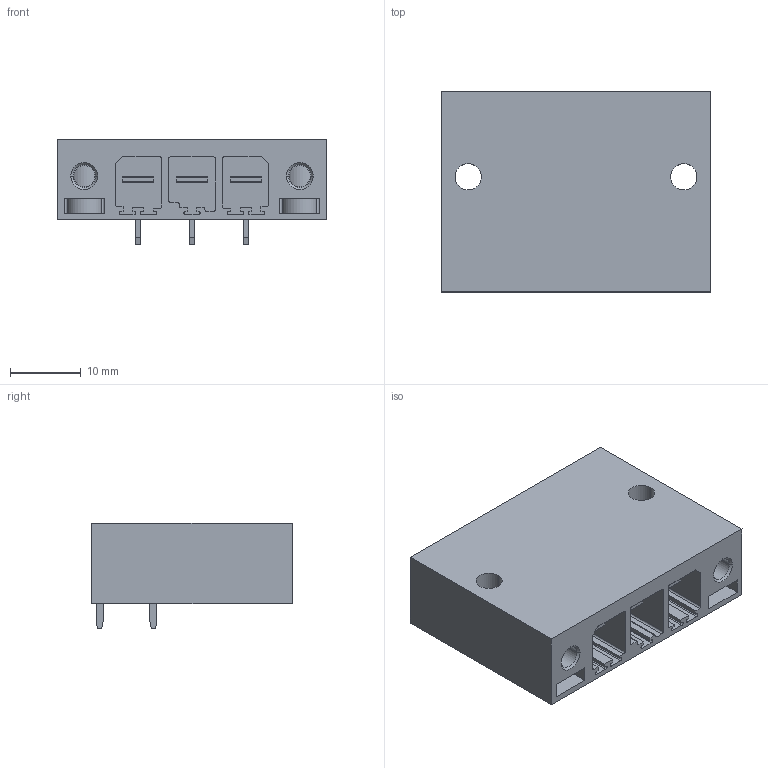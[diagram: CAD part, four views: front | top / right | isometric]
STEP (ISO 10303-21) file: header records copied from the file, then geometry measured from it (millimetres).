
FILE_DESCRIPTION(('CATIA V5 STEP Exchange','CAx-IF Rec.Pracs.--- Model Styling and Organization---1.2---2011-12-15'),'2;1');
FILE_NAME ('D1459454_0_1931490000_1931490000.stp','2018-11-29T07:48:41+00:00',('none'),('Weidmueller'),'CATIA Version 5-6 Release 2014','CATIA V5 STEP AP214','none');
FILE_SCHEMA(('AUTOMOTIVE_DESIGN { 1 0 10303 214 1 1 1 1 }'));
Length unit declared in the file: millimetre
Products named in the file (1): 1931490000
Bounding box: 38.1 x 28.3 x 14.9 mm (x, y, z)
Volume: 8488.3 mm3; surface area: 8121.6 mm2
Topology: 6 solids, 6 shells, 300 faces, 838 edges, 554 vertices
Faces by surface type: plane 232, cylinder 64, cone 4
Entity records: 8964 total; most frequent: ORIENTED_EDGE 1676, CARTESIAN_POINT 1581, DIRECTION 1214, EDGE_CURVE 838, VECTOR 706, LINE 706, VERTEX_POINT 554, EDGE_LOOP 326
